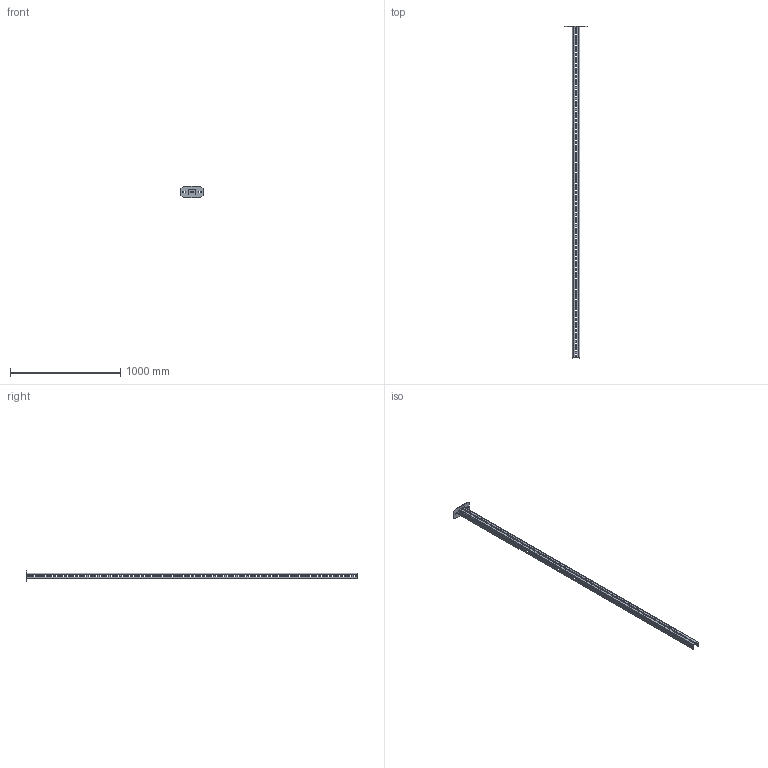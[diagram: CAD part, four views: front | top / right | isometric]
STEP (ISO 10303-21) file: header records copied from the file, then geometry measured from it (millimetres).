
FILE_DESCRIPTION(/* description */ (''),/* implementation_level */ '2;1');
FILE_NAME(/* name */ '6339360',/* time_stamp */ '2015-10-23T10:15:05+02:00',/* author */ (''),/* organization */ (''),/* preprocessor_version */ 'ST-DEVELOPER v15',/* originating_system */ '',/* authorisation */ '');
FILE_SCHEMA (('CONFIG_CONTROL_DESIGN'));
Length unit declared in the file: millimetre
Products named in the file (2): Document; Block 01
Assembly tree (1 placements, depth 2):
  Document
    Block 01
Bounding box: 200 x 3006.5 x 100 mm (x, y, z)
Volume: 1628122.3 mm3; surface area: 890534.2 mm2
Topology: 2 solids, 2 shells, 944 faces, 2804 edges, 1864 vertices
Faces by surface type: bspline 550, plane 394
Entity records: 36526 total; most frequent: CARTESIAN_POINT 19614, ORIENTED_EDGE 5608, EDGE_CURVE 2804, VERTEX_POINT 1864, B_SPLINE_CURVE_WITH_KNOTS 1704, EDGE_LOOP 1310, ADVANCED_FACE 944, FACE_OUTER_BOUND 944
